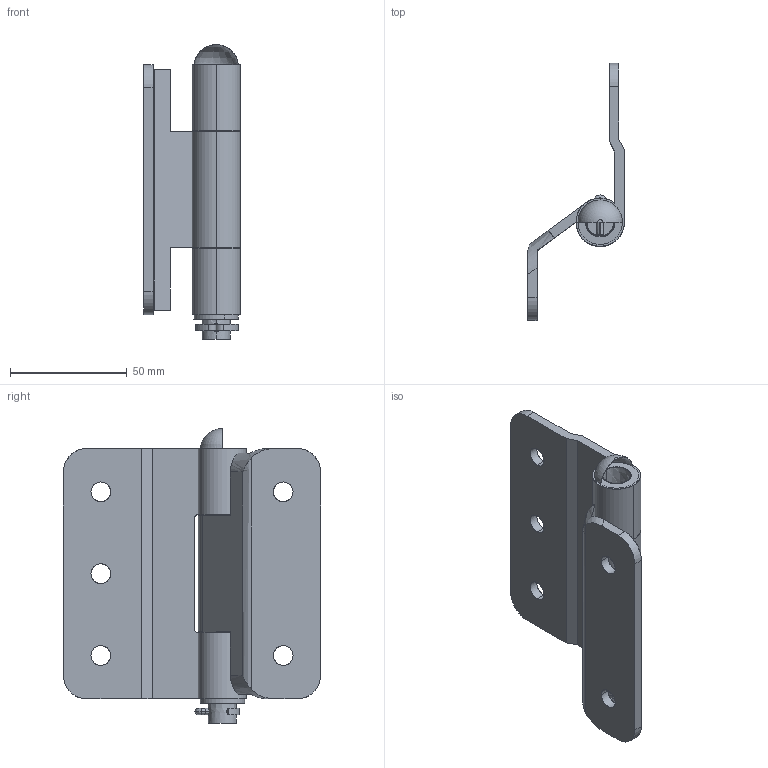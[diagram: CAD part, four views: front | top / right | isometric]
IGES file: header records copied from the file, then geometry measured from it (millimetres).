
Start section: SolidWorks IGES file using analytic representation for surfaces
Global section: file name: B-1877-1.IGS,15; native system: HSolidWorks 2011; preprocessor: SolidWorks 2011; author: 0849sm; date: 120214.104054; units: millimetre
Bounding box: 41.3 x 110 x 126 mm (x, y, z)
Surface area: 42730.9 mm2 (no closed solid volume)
Topology: 0 solids, 0 shells, 124 faces, 1793 edges, 1792 vertices
Faces by surface type: revolution 67, bspline 57
